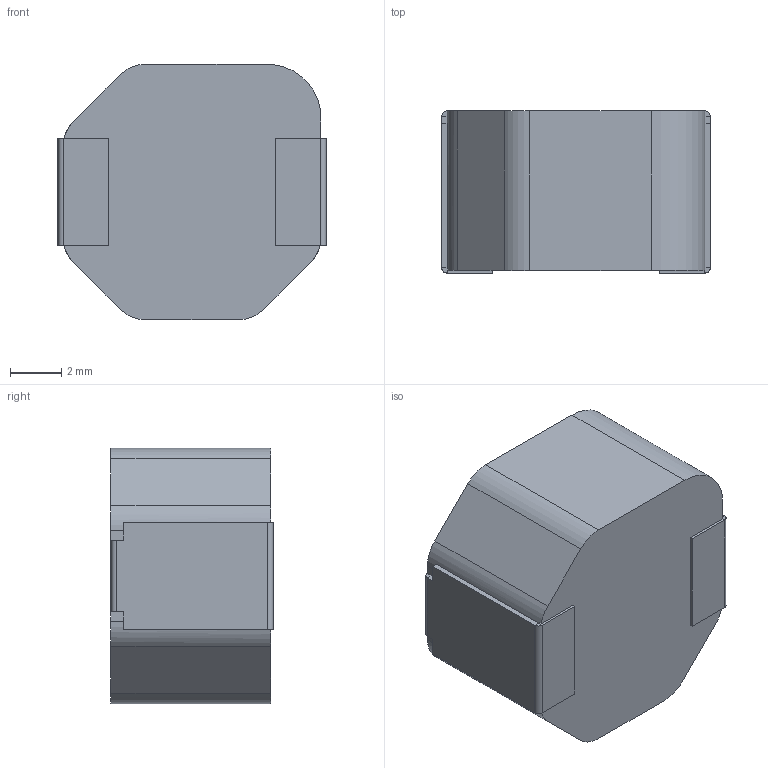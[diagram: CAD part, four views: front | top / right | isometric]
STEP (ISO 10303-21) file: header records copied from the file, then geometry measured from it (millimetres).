
FILE_DESCRIPTION (( 'STEP AP214' ), '1' );
FILE_NAME ('SPM10065VT.STEP', '2020-07-30T07:40:56', ( 'sysshonai' ), ( '' ), 'SwSTEP 2.0', 'SolidWorks 2019', '' );
FILE_SCHEMA (( 'AUTOMOTIVE_DESIGN' ));
Length unit declared in the file: millimetre
Products named in the file (3): Terminal_10065; Mold_10065; SPM10065VT
Assembly tree (3 placements, depth 2):
  SPM10065VT
    Mold_10065
    Terminal_10065  x2
Bounding box: 10.5 x 6.35 x 10 mm (x, y, z)
Volume: 569.7 mm3; surface area: 559.3 mm2
Topology: 3 solids, 3 shells, 80 faces, 190 edges, 116 vertices
Faces by surface type: plane 69, cylinder 11
Entity records: 1755 total; most frequent: CARTESIAN_POINT 290, DIRECTION 285, ORIENTED_EDGE 280, EDGE_CURVE 140, VECTOR 119, LINE 119, VERTEX_POINT 88, AXIS2_PLACEMENT_3D 83
